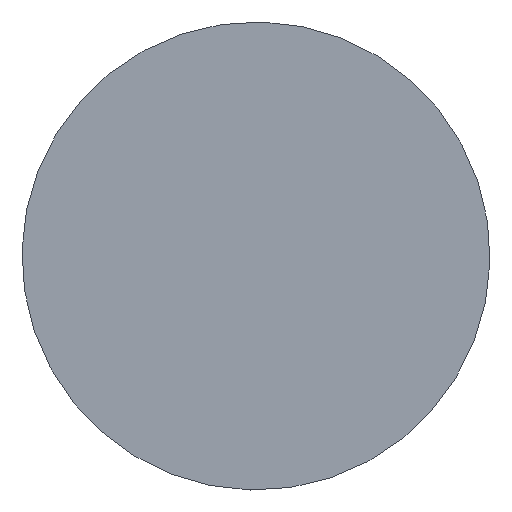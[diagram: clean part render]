
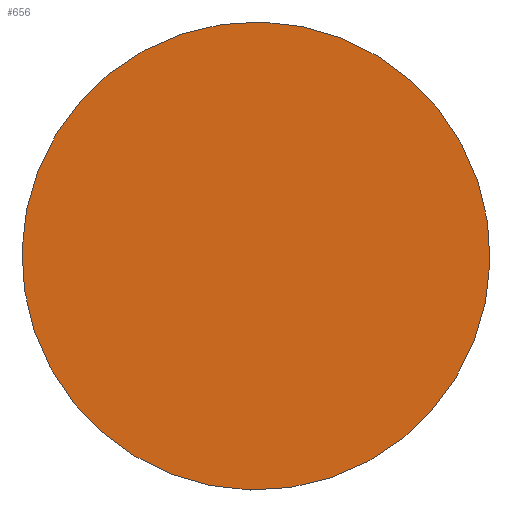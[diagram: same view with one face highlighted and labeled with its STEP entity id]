
A CAD part, front view. The second image highlights one B-rep face of the part: STEP entity #656.
In plain terms, the highlighted planar face has unit normal (0, -1, 0).
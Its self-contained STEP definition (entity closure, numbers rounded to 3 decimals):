
#23=PLANE('',#725);
#80=FACE_OUTER_BOUND('',#119,.T.);
#119=EDGE_LOOP('',(#461,#462));
#217=CIRCLE('',#726,22.5);
#218=CIRCLE('',#727,22.5);
#288=VERTEX_POINT('',#1091);
#289=VERTEX_POINT('',#1092);
#359=EDGE_CURVE('',#288,#289,#217,.T.);
#360=EDGE_CURVE('',#289,#288,#218,.T.);
#461=ORIENTED_EDGE('',*,*,#359,.F.);
#462=ORIENTED_EDGE('',*,*,#360,.F.);
#656=ADVANCED_FACE('',(#80),#23,.T.);
#725=AXIS2_PLACEMENT_3D('',#1090,#851,#852);
#726=AXIS2_PLACEMENT_3D('',#1093,#853,#854);
#727=AXIS2_PLACEMENT_3D('',#1094,#855,#856);
#851=DIRECTION('center_axis',(0.,-1.,0.));
#852=DIRECTION('ref_axis',(0.989,0.,0.149));
#853=DIRECTION('center_axis',(0.,1.,0.));
#854=DIRECTION('ref_axis',(0.149,0.,-0.989));
#855=DIRECTION('center_axis',(0.,1.,0.));
#856=DIRECTION('ref_axis',(0.149,0.,-0.989));
#1090=CARTESIAN_POINT('Origin',(1.675,-64.5,-11.125));
#1091=CARTESIAN_POINT('',(3.351,-64.5,-22.249));
#1092=CARTESIAN_POINT('',(-3.351,-64.5,22.249));
#1093=CARTESIAN_POINT('Origin',(0.,-64.5,0.));
#1094=CARTESIAN_POINT('Origin',(0.,-64.5,0.));
